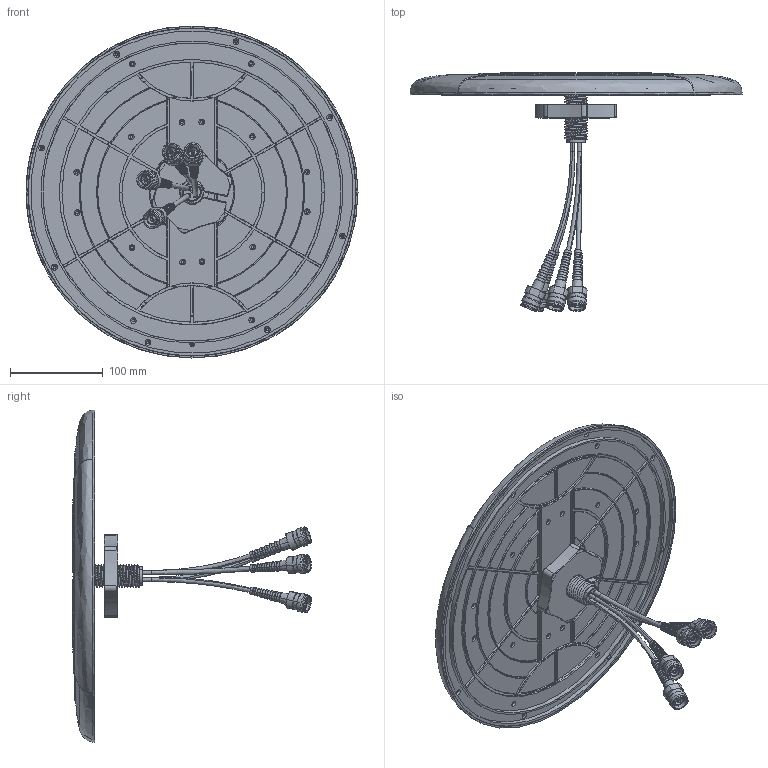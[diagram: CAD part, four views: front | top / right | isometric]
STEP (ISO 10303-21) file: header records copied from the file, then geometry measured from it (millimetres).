
FILE_DESCRIPTION (( 'STEP AP203' ), '1' );
FILE_NAME ('HG74205QPCUPR-4310F_3D.STEP', '2022-06-08T15:47:40', ( '' ), ( '' ), 'SwSTEP 2.0', 'SolidWorks 2021', '' );
FILE_SCHEMA (( 'CONFIG_CONTROL_DESIGN' ));
Length unit declared in the file: millimetre
Products named in the file (7): 01.08.21AAM-01(???????_??????)???_20190701.stp___; 01.02.31AEH-??9_??????.stp___; ?????????_???????_4310????(AI617-6000HHHH06i360A-4310F).stp___; ???_402_BLUE.stp___; 4.3-10 Female???????_??.stp___; ??ABS??.stp___; HG74205QPCUPR-4310F_3D
Assembly tree (12 placements, depth 3):
  HG74205QPCUPR-4310F_3D
    ?????????_???????_4310????(AI617-6000HHHH06i360A-4310F).stp___
      01.02.31AEH-??9_??????.stp___
      01.08.21AAM-01(???????_??????)???_20190701.stp___
      ???_402_BLUE.stp___  x4
      ??ABS??.stp___
      4.3-10 Female???????_??.stp___  x4
Bounding box: 358.51 x 257.88 x 358.51 mm (x, y, z)
Volume: 1548410.6 mm3; surface area: 389158.3 mm2
Topology: 15 solids, 15 shells, 1340 faces, 3230 edges, 2054 vertices
Faces by surface type: plane 382, cone 372, cylinder 347, bspline 145, torus 78, sphere 16
Entity records: 53813 total; most frequent: CARTESIAN_POINT 30001, ORIENTED_EDGE 5016, DIRECTION 4573, EDGE_CURVE 2508, AXIS2_PLACEMENT_3D 1951, VERTEX_POINT 1601, EDGE_LOOP 1139, CIRCLE 1061
